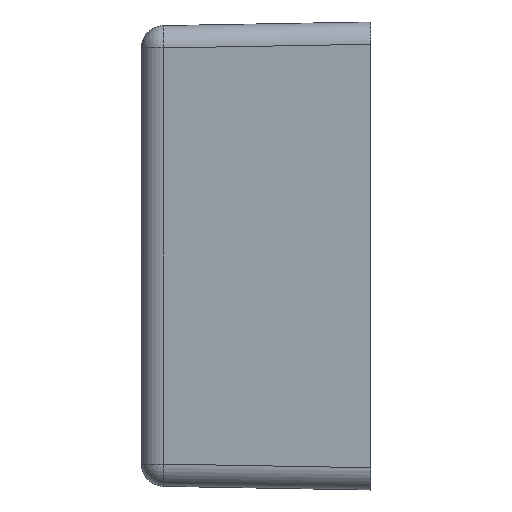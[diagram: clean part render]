
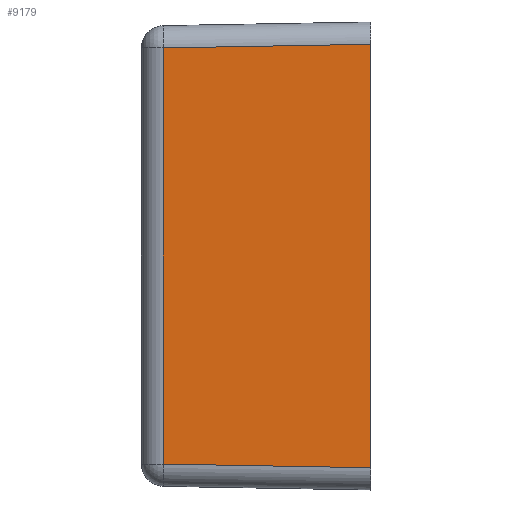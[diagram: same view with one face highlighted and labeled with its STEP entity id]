
A CAD part, left-side view. The second image highlights one B-rep face of the part: STEP entity #9179.
In plain terms, the highlighted planar face has unit normal (-1, 0.018, 0).
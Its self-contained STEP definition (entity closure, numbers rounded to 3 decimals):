
#187 = CARTESIAN_POINT ( 'NONE',  ( -14.371, 0., 0. ) ) ;
#269 = CARTESIAN_POINT ( 'NONE',  ( -14.371, 0.023, 0. ) ) ;
#304 = LINE ( 'NONE', #187, #817 ) ;
#817 = VECTOR ( 'NONE', #10594, 1000. ) ;
#1165 = DIRECTION ( 'NONE',  ( -0.017, -1., -0.017 ) ) ;
#1296 = DIRECTION ( 'NONE',  ( 0.017, 1., -0.017 ) ) ;
#1550 = EDGE_CURVE ( 'NONE', #2057, #3358, #2659, .T. ) ;
#1924 = EDGE_CURVE ( 'NONE', #3358, #3406, #6004, .T. ) ;
#2057 = VERTEX_POINT ( 'NONE', #4809 ) ;
#2266 = DIRECTION ( 'NONE',  ( -1., 0.017, 0. ) ) ;
#2659 = LINE ( 'NONE', #9412, #9392 ) ;
#2737 = VECTOR ( 'NONE', #1165, 1000. ) ;
#3358 = VERTEX_POINT ( 'NONE', #11543 ) ;
#3406 = VERTEX_POINT ( 'NONE', #5956 ) ;
#4809 = CARTESIAN_POINT ( 'NONE',  ( -14.25, 6.969, 6.998 ) ) ;
#5956 = CARTESIAN_POINT ( 'NONE',  ( -14.371, 0., -7.119 ) ) ;
#6004 = LINE ( 'NONE', #9806, #2737 ) ;
#6020 = VERTEX_POINT ( 'NONE', #10811 ) ;
#6645 = VECTOR ( 'NONE', #1296, 1000. ) ;
#7863 = AXIS2_PLACEMENT_3D ( 'NONE', #269, #2266, #9905 ) ;
#7963 = ORIENTED_EDGE ( 'NONE', *, *, #1550, .T. ) ;
#8021 = CARTESIAN_POINT ( 'NONE',  ( -14.237, 7.692, 6.985 ) ) ;
#8896 = PLANE ( 'NONE',  #7863 ) ;
#9179 = ADVANCED_FACE ( 'NONE', ( #10676 ), #8896, .T. ) ;
#9392 = VECTOR ( 'NONE', #11375, 1000. ) ;
#9412 = CARTESIAN_POINT ( 'NONE',  ( -14.25, 6.969, 0. ) ) ;
#9600 = ORIENTED_EDGE ( 'NONE', *, *, #9949, .T. ) ;
#9654 = ORIENTED_EDGE ( 'NONE', *, *, #10888, .F. ) ;
#9806 = CARTESIAN_POINT ( 'NONE',  ( -14.369, 0.147, -7.117 ) ) ;
#9848 = EDGE_LOOP ( 'NONE', ( #9654, #9600, #7963, #10534 ) ) ;
#9905 = DIRECTION ( 'NONE',  ( -0.017, -1., 0. ) ) ;
#9949 = EDGE_CURVE ( 'NONE', #6020, #2057, #12090, .T. ) ;
#10534 = ORIENTED_EDGE ( 'NONE', *, *, #1924, .T. ) ;
#10594 = DIRECTION ( 'NONE',  ( 0., 0., -1. ) ) ;
#10676 = FACE_OUTER_BOUND ( 'NONE', #9848, .T. ) ;
#10811 = CARTESIAN_POINT ( 'NONE',  ( -14.371, 0., 7.119 ) ) ;
#10888 = EDGE_CURVE ( 'NONE', #6020, #3406, #304, .T. ) ;
#11375 = DIRECTION ( 'NONE',  ( 0., 0., -1. ) ) ;
#11543 = CARTESIAN_POINT ( 'NONE',  ( -14.25, 6.969, -6.998 ) ) ;
#12090 = LINE ( 'NONE', #8021, #6645 ) ;
